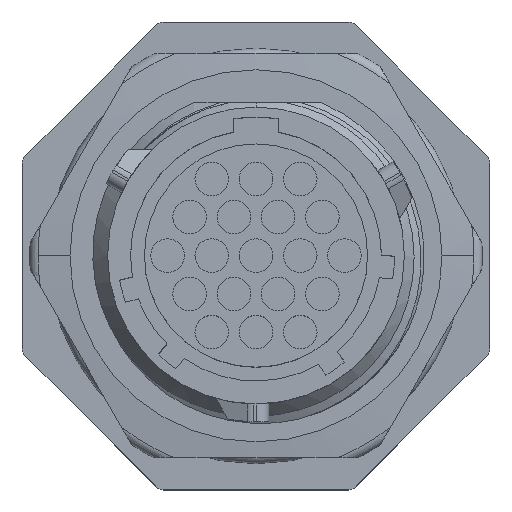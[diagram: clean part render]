
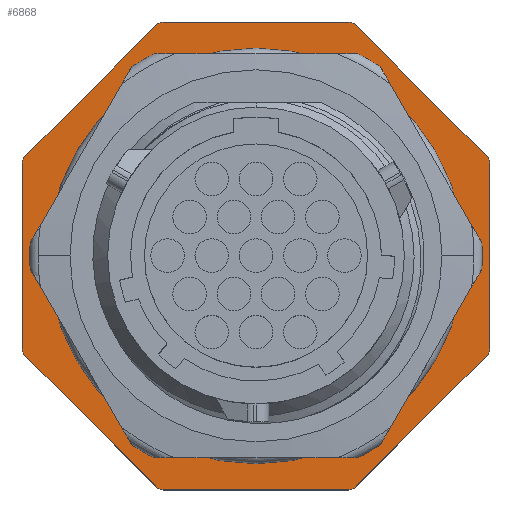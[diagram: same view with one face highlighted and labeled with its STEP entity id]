
A CAD part, top view. The second image highlights one B-rep face of the part: STEP entity #6868.
In plain terms, the highlighted planar face has unit normal (0, 0, 1).
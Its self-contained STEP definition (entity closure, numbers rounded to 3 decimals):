
#1298=CARTESIAN_POINT('',(6.917,16.7,2.3));
#1299=DIRECTION('',(0.,0.,1.));
#1300=DIRECTION('',(0.707,0.707,0.));
#1301=AXIS2_PLACEMENT_3D('',#1298,#1299,#1300);
#1316=CARTESIAN_POINT('',(16.7,6.917,2.3));
#1317=DIRECTION('',(0.,0.,1.));
#1318=DIRECTION('',(1.,0.,0.));
#1319=AXIS2_PLACEMENT_3D('',#1316,#1317,#1318);
#1334=CARTESIAN_POINT('',(16.7,-6.917,2.3));
#1335=DIRECTION('',(0.,0.,1.));
#1336=DIRECTION('',(0.707,-0.707,0.));
#1337=AXIS2_PLACEMENT_3D('',#1334,#1335,#1336);
#1352=CARTESIAN_POINT('',(6.917,-16.7,2.3));
#1353=DIRECTION('',(0.,0.,1.));
#1354=DIRECTION('',(0.,-1.,0.));
#1355=AXIS2_PLACEMENT_3D('',#1352,#1353,#1354);
#1370=CARTESIAN_POINT('',(-6.917,-16.7,2.3));
#1371=DIRECTION('',(0.,0.,1.));
#1372=DIRECTION('',(-0.707,-0.707,0.));
#1373=AXIS2_PLACEMENT_3D('',#1370,#1371,#1372);
#1388=CARTESIAN_POINT('',(-16.7,-6.917,2.3));
#1389=DIRECTION('',(0.,0.,1.));
#1390=DIRECTION('',(-1.,0.,0.));
#1391=AXIS2_PLACEMENT_3D('',#1388,#1389,#1390);
#1406=CARTESIAN_POINT('',(-16.7,6.917,2.3));
#1407=DIRECTION('',(0.,0.,1.));
#1408=DIRECTION('',(-0.707,0.707,0.));
#1409=AXIS2_PLACEMENT_3D('',#1406,#1407,#1408);
#1424=CARTESIAN_POINT('',(-6.917,16.7,2.3));
#1425=DIRECTION('',(0.,0.,1.));
#1426=DIRECTION('',(0.,1.,0.));
#1427=AXIS2_PLACEMENT_3D('',#1424,#1425,#1426);
#1438=DIRECTION('',(0.707,-0.707,0.));
#1439=VECTOR('',#1438,13.835);
#1440=CARTESIAN_POINT('',(7.448,17.23,2.3));
#1441=LINE('',#1440,#1439);
#1442=DIRECTION('',(0.,-1.,0.));
#1443=VECTOR('',#1442,13.835);
#1444=CARTESIAN_POINT('',(17.45,6.917,2.3));
#1445=LINE('',#1444,#1443);
#1446=DIRECTION('',(-0.707,-0.707,0.));
#1447=VECTOR('',#1446,13.835);
#1448=CARTESIAN_POINT('',(17.23,-7.448,2.3));
#1449=LINE('',#1448,#1447);
#1450=DIRECTION('',(-1.,0.,0.));
#1451=VECTOR('',#1450,13.835);
#1452=CARTESIAN_POINT('',(6.917,-17.45,2.3));
#1453=LINE('',#1452,#1451);
#1454=DIRECTION('',(-0.707,0.707,0.));
#1455=VECTOR('',#1454,13.835);
#1456=CARTESIAN_POINT('',(-7.448,-17.23,2.3));
#1457=LINE('',#1456,#1455);
#1458=DIRECTION('',(0.,1.,0.));
#1459=VECTOR('',#1458,13.835);
#1460=CARTESIAN_POINT('',(-17.45,-6.917,2.3));
#1461=LINE('',#1460,#1459);
#1462=DIRECTION('',(0.707,0.707,0.));
#1463=VECTOR('',#1462,13.835);
#1464=CARTESIAN_POINT('',(-17.23,7.448,2.3));
#1465=LINE('',#1464,#1463);
#1466=DIRECTION('',(1.,0.,0.));
#1467=VECTOR('',#1466,13.835);
#1468=CARTESIAN_POINT('',(-6.917,17.45,2.3));
#1469=LINE('',#1468,#1467);
#1470=CARTESIAN_POINT('',(0.,0.,2.3));
#1471=DIRECTION('',(0.,0.,1.));
#1472=DIRECTION('',(-1.,0.,0.));
#1473=AXIS2_PLACEMENT_3D('',#1470,#1471,#1472);
#1475=CARTESIAN_POINT('',(0.,0.,2.3));
#1476=DIRECTION('',(0.,0.,1.));
#1477=DIRECTION('',(1.,0.,0.));
#1478=AXIS2_PLACEMENT_3D('',#1475,#1476,#1477);
#4695=CARTESIAN_POINT('',(7.448,17.23,2.3));
#4697=VERTEX_POINT('',#4695);
#4698=CARTESIAN_POINT('',(6.917,17.45,2.3));
#4699=VERTEX_POINT('',#4698);
#4703=CARTESIAN_POINT('',(17.45,6.917,2.3));
#4705=VERTEX_POINT('',#4703);
#4706=CARTESIAN_POINT('',(17.23,7.448,2.3));
#4707=VERTEX_POINT('',#4706);
#4711=CARTESIAN_POINT('',(17.23,-7.448,2.3));
#4713=VERTEX_POINT('',#4711);
#4714=CARTESIAN_POINT('',(17.45,-6.917,2.3));
#4715=VERTEX_POINT('',#4714);
#4719=CARTESIAN_POINT('',(-6.917,17.45,2.3));
#4721=VERTEX_POINT('',#4719);
#4722=CARTESIAN_POINT('',(-7.448,17.23,2.3));
#4723=VERTEX_POINT('',#4722);
#4727=CARTESIAN_POINT('',(6.917,-17.45,2.3));
#4729=VERTEX_POINT('',#4727);
#4730=CARTESIAN_POINT('',(7.448,-17.23,2.3));
#4731=VERTEX_POINT('',#4730);
#4735=CARTESIAN_POINT('',(-7.448,-17.23,2.3));
#4737=VERTEX_POINT('',#4735);
#4738=CARTESIAN_POINT('',(-6.917,-17.45,2.3));
#4739=VERTEX_POINT('',#4738);
#4743=CARTESIAN_POINT('',(-17.45,-6.917,2.3));
#4745=VERTEX_POINT('',#4743);
#4746=CARTESIAN_POINT('',(-17.23,-7.448,2.3));
#4747=VERTEX_POINT('',#4746);
#4751=CARTESIAN_POINT('',(-17.23,7.448,2.3));
#4753=VERTEX_POINT('',#4751);
#4754=CARTESIAN_POINT('',(-17.45,6.917,2.3));
#4755=VERTEX_POINT('',#4754);
#5322=CARTESIAN_POINT('',(-15.124,0.,2.3));
#5323=CARTESIAN_POINT('',(15.124,0.,2.3));
#5324=VERTEX_POINT('',#5322);
#5325=VERTEX_POINT('',#5323);
#6839=CARTESIAN_POINT('',(0.,0.,2.3));
#6840=DIRECTION('',(0.,0.,-1.));
#6841=DIRECTION('',(0.,-1.,0.));
#6842=AXIS2_PLACEMENT_3D('',#6839,#6840,#6841);
#6843=PLANE('',#6842);
#6844=ORIENTED_EDGE('',*,*,#6622,.F.);
#6845=ORIENTED_EDGE('',*,*,#6639,.T.);
#6846=ORIENTED_EDGE('',*,*,#6651,.F.);
#6847=ORIENTED_EDGE('',*,*,#6667,.T.);
#6848=ORIENTED_EDGE('',*,*,#6679,.F.);
#6849=ORIENTED_EDGE('',*,*,#6695,.T.);
#6850=ORIENTED_EDGE('',*,*,#6707,.F.);
#6851=ORIENTED_EDGE('',*,*,#6723,.T.);
#6852=ORIENTED_EDGE('',*,*,#6735,.F.);
#6853=ORIENTED_EDGE('',*,*,#6751,.T.);
#6854=ORIENTED_EDGE('',*,*,#6763,.F.);
#6855=ORIENTED_EDGE('',*,*,#6779,.T.);
#6856=ORIENTED_EDGE('',*,*,#6791,.F.);
#6857=ORIENTED_EDGE('',*,*,#6805,.T.);
#6858=ORIENTED_EDGE('',*,*,#6819,.F.);
#6859=ORIENTED_EDGE('',*,*,#6832,.T.);
#6860=EDGE_LOOP('',(#6844,#6845,#6846,#6847,#6848,#6849,#6850,#6851,#6852,#6853,
#6854,#6855,#6856,#6857,#6858,#6859));
#6861=FACE_OUTER_BOUND('',#6860,.F.);
#6863=ORIENTED_EDGE('',*,*,#6862,.T.);
#6865=ORIENTED_EDGE('',*,*,#6864,.T.);
#6866=EDGE_LOOP('',(#6863,#6865));
#6867=FACE_BOUND('',#6866,.F.);
#6868=ADVANCED_FACE('',(#6861,#6867),#6843,.F.);
#1302=CIRCLE('',#1301,0.75);
#1320=CIRCLE('',#1319,0.75);
#1338=CIRCLE('',#1337,0.75);
#1356=CIRCLE('',#1355,0.75);
#1374=CIRCLE('',#1373,0.75);
#1392=CIRCLE('',#1391,0.75);
#1410=CIRCLE('',#1409,0.75);
#1428=CIRCLE('',#1427,0.75);
#1474=CIRCLE('',#1473,15.124);
#1479=CIRCLE('',#1478,15.124);
#6622=EDGE_CURVE('',#4697,#4699,#1302,.T.);
#6639=EDGE_CURVE('',#4697,#4707,#1441,.T.);
#6651=EDGE_CURVE('',#4705,#4707,#1320,.T.);
#6667=EDGE_CURVE('',#4705,#4715,#1445,.T.);
#6679=EDGE_CURVE('',#4713,#4715,#1338,.T.);
#6695=EDGE_CURVE('',#4713,#4731,#1449,.T.);
#6707=EDGE_CURVE('',#4729,#4731,#1356,.T.);
#6723=EDGE_CURVE('',#4729,#4739,#1453,.T.);
#6735=EDGE_CURVE('',#4737,#4739,#1374,.T.);
#6751=EDGE_CURVE('',#4737,#4747,#1457,.T.);
#6763=EDGE_CURVE('',#4745,#4747,#1392,.T.);
#6779=EDGE_CURVE('',#4745,#4755,#1461,.T.);
#6791=EDGE_CURVE('',#4753,#4755,#1410,.T.);
#6805=EDGE_CURVE('',#4753,#4723,#1465,.T.);
#6819=EDGE_CURVE('',#4721,#4723,#1428,.T.);
#6832=EDGE_CURVE('',#4721,#4699,#1469,.T.);
#6862=EDGE_CURVE('',#5324,#5325,#1474,.T.);
#6864=EDGE_CURVE('',#5325,#5324,#1479,.T.);
